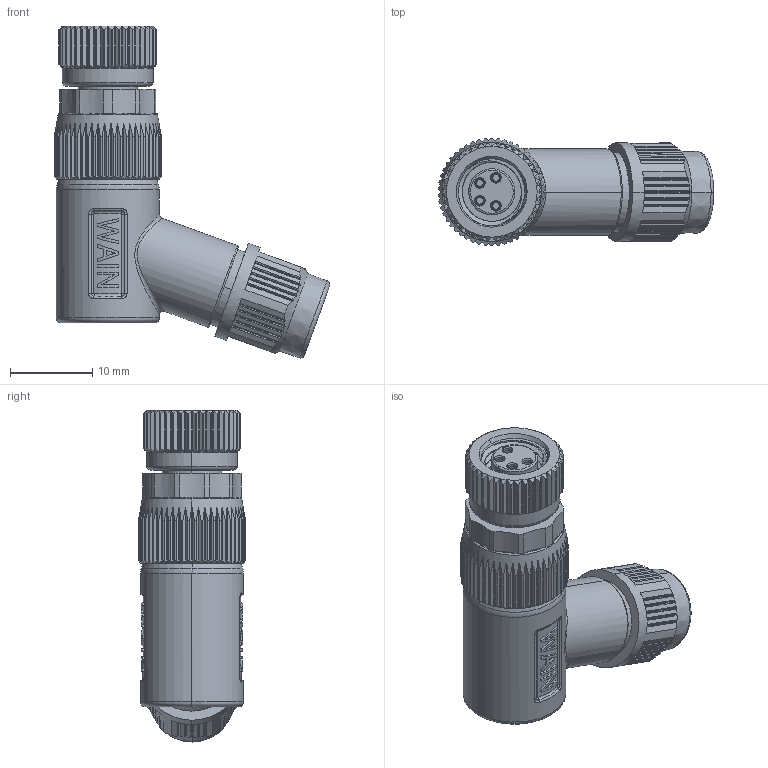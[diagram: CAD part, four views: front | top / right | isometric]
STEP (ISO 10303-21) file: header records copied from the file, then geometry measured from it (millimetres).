
FILE_DESCRIPTION((''),'2;1');
FILE_NAME('3D_1620045213001_M8-F04-S-D5_V1','2024-01-19T',('12524'),(''),'PRO/ENGINEER BY PARAMETRIC TECHNOLOGY CORPORATION, 2012480','PRO/ENGINEER BY PARAMETRIC TECHNOLOGY CORPORATION, 2012480','');
FILE_SCHEMA(('CONFIG_CONTROL_DESIGN'));
Length unit declared in the file: millimetre
Products named in the file (1): 3D_1620045213001_M8-F04-S-D5_V1
Bounding box: 33.41 x 13 x 40.26 mm (x, y, z)
Volume: 5894.1 mm3; surface area: 3331.5 mm2
Topology: 1 solids, 5 shells, 892 faces, 2768 edges, 1923 vertices
Faces by surface type: plane 444, cylinder 262, cone 100, bspline 56, torus 30
Entity records: 38825 total; most frequent: CARTESIAN_POINT 15588, ORIENTED_EDGE 5536, DIRECTION 4039, EDGE_CURVE 2768, VERTEX_POINT 1923, AXIS2_PLACEMENT_3D 1530, B_SPLINE_CURVE_WITH_KNOTS 1095, VECTOR 979
